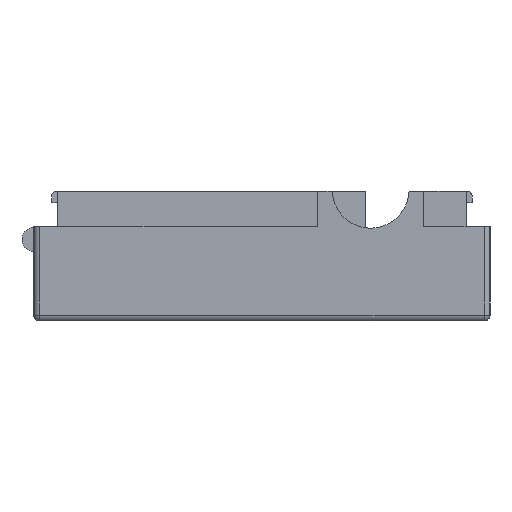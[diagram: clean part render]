
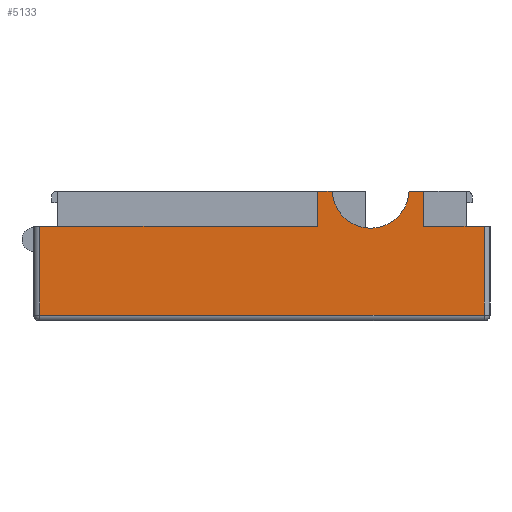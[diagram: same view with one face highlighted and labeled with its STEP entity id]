
A CAD part, left-side view. The second image highlights one B-rep face of the part: STEP entity #5133.
In plain terms, the highlighted planar face has unit normal (-1, 0, 0).
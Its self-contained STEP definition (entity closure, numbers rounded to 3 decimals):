
#1231 = VERTEX_POINT('',#1232);
#1232 = CARTESIAN_POINT('',(-30.841,2.865,
    -8.822));
#1238 = EDGE_CURVE('',#1239,#1231,#1241,.T.);
#1239 = VERTEX_POINT('',#1240);
#1240 = CARTESIAN_POINT('',(-30.841,-2.235,
    -8.822));
#1241 = LINE('',#1242,#1243);
#1242 = CARTESIAN_POINT('',(-30.841,35.865,
    -8.822));
#1243 = VECTOR('',#1244,1.);
#1244 = DIRECTION('',(0.,1.,-0.));
#1296 = VERTEX_POINT('',#1297);
#1297 = CARTESIAN_POINT('',(-30.841,4.116,
    -5.822));
#1303 = EDGE_CURVE('',#1296,#1304,#1306,.T.);
#1304 = VERTEX_POINT('',#1305);
#1305 = CARTESIAN_POINT('',(-30.841,2.865,
    -5.822));
#1306 = LINE('',#1307,#1308);
#1307 = CARTESIAN_POINT('',(-30.841,11.865,
    -5.822));
#1308 = VECTOR('',#1309,1.);
#1309 = DIRECTION('',(0.,-1.,0.));
#1780 = VERTEX_POINT('',#1781);
#1781 = CARTESIAN_POINT('',(-30.841,11.865,
    -5.822));
#1787 = EDGE_CURVE('',#1780,#1788,#1790,.T.);
#1788 = VERTEX_POINT('',#1789);
#1789 = CARTESIAN_POINT('',(-30.841,10.613,
    -5.822));
#1790 = LINE('',#1791,#1792);
#1791 = CARTESIAN_POINT('',(-30.841,11.865,
    -5.822));
#1792 = VECTOR('',#1793,1.);
#1793 = DIRECTION('',(0.,-1.,0.));
#1851 = VERTEX_POINT('',#1852);
#1852 = CARTESIAN_POINT('',(-30.841,35.365,
    -8.822));
#1859 = EDGE_CURVE('',#1860,#1851,#1862,.T.);
#1860 = VERTEX_POINT('',#1861);
#1861 = CARTESIAN_POINT('',(-30.841,11.865,
    -8.822));
#1862 = LINE('',#1863,#1864);
#1863 = CARTESIAN_POINT('',(-30.841,35.865,
    -8.822));
#1864 = VECTOR('',#1865,1.);
#1865 = DIRECTION('',(0.,1.,-0.));
#5133 = ADVANCED_FACE('',(#5134),#5181,.T.);
#5134 = FACE_BOUND('',#5135,.T.);
#5135 = EDGE_LOOP('',(#5136,#5146,#5152,#5153,#5159,#5160,#5167,#5168,
    #5174,#5175));
#5136 = ORIENTED_EDGE('',*,*,#5137,.T.);
#5137 = EDGE_CURVE('',#5138,#5140,#5142,.T.);
#5138 = VERTEX_POINT('',#5139);
#5139 = CARTESIAN_POINT('',(-30.841,35.365,
    -16.322));
#5140 = VERTEX_POINT('',#5141);
#5141 = CARTESIAN_POINT('',(-30.841,-2.235,
    -16.322));
#5142 = LINE('',#5143,#5144);
#5143 = CARTESIAN_POINT('',(-30.841,35.865,
    -16.322));
#5144 = VECTOR('',#5145,1.);
#5145 = DIRECTION('',(0.,-1.,-0.));
#5146 = ORIENTED_EDGE('',*,*,#5147,.T.);
#5147 = EDGE_CURVE('',#5140,#1239,#5148,.T.);
#5148 = LINE('',#5149,#5150);
#5149 = CARTESIAN_POINT('',(-30.841,-2.235,
    -8.822));
#5150 = VECTOR('',#5151,1.);
#5151 = DIRECTION('',(-0.,-0.,1.));
#5152 = ORIENTED_EDGE('',*,*,#1238,.T.);
#5153 = ORIENTED_EDGE('',*,*,#5154,.F.);
#5154 = EDGE_CURVE('',#1304,#1231,#5155,.T.);
#5155 = LINE('',#5156,#5157);
#5156 = CARTESIAN_POINT('',(-30.841,2.865,
    3.233));
#5157 = VECTOR('',#5158,1.);
#5158 = DIRECTION('',(-0.,-0.,-1.));
#5159 = ORIENTED_EDGE('',*,*,#1303,.F.);
#5160 = ORIENTED_EDGE('',*,*,#5161,.F.);
#5161 = EDGE_CURVE('',#1788,#1296,#5162,.T.);
#5162 = CIRCLE('',#5163,3.25);
#5163 = AXIS2_PLACEMENT_3D('',#5164,#5165,#5166);
#5164 = CARTESIAN_POINT('',(-30.841,7.365,
    -5.722));
#5165 = DIRECTION('',(-1.,0.,0.));
#5166 = DIRECTION('',(0.,-1.,0.));
#5167 = ORIENTED_EDGE('',*,*,#1787,.F.);
#5168 = ORIENTED_EDGE('',*,*,#5169,.T.);
#5169 = EDGE_CURVE('',#1780,#1860,#5170,.T.);
#5170 = LINE('',#5171,#5172);
#5171 = CARTESIAN_POINT('',(-30.841,11.865,
    3.233));
#5172 = VECTOR('',#5173,1.);
#5173 = DIRECTION('',(-0.,-0.,-1.));
#5174 = ORIENTED_EDGE('',*,*,#1859,.T.);
#5175 = ORIENTED_EDGE('',*,*,#5176,.T.);
#5176 = EDGE_CURVE('',#1851,#5138,#5177,.T.);
#5177 = LINE('',#5178,#5179);
#5178 = CARTESIAN_POINT('',(-30.841,35.365,
    -8.822));
#5179 = VECTOR('',#5180,1.);
#5180 = DIRECTION('',(0.,0.,-1.));
#5181 = PLANE('',#5182);
#5182 = AXIS2_PLACEMENT_3D('',#5183,#5184,#5185);
#5183 = CARTESIAN_POINT('',(-30.841,35.865,
    -8.822));
#5184 = DIRECTION('',(-1.,0.,0.));
#5185 = DIRECTION('',(0.,-1.,0.));
